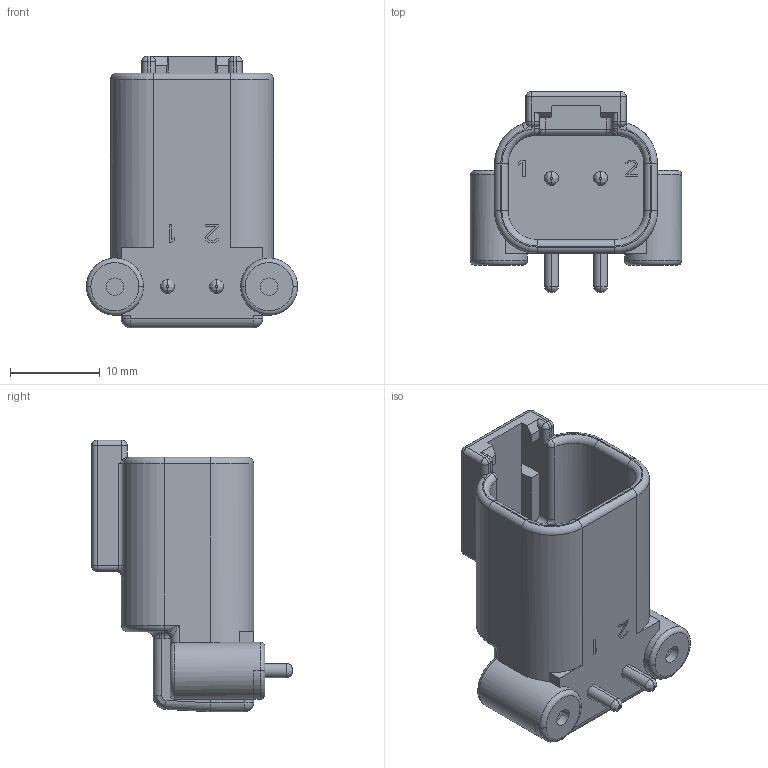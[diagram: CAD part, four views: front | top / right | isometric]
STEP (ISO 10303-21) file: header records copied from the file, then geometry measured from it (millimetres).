
FILE_DESCRIPTION((''),'2;1');
FILE_NAME('C-DTF13-2P','2013-01-14T',('workeradm'),('Tyco Electronics Ltd.'),'PRO/ENGINEER BY PARAMETRIC TECHNOLOGY CORPORATION, 2010430','PRO/ENGINEER BY PARAMETRIC TECHNOLOGY CORPORATION, 2010430','');
FILE_SCHEMA(('AUTOMOTIVE_DESIGN { 1 0 10303 214 1 1 1 1 }'));
Length unit declared in the file: millimetre
Products named in the file (1): C-DTF13-2P
Bounding box: 23.52 x 22.35 x 30.24 mm (x, y, z)
Volume: 4057.2 mm3; surface area: 3465 mm2
Topology: 1 solids, 1 shells, 271 faces, 679 edges, 418 vertices
Faces by surface type: plane 135, cylinder 75, bspline 26, torus 25, sphere 10
Entity records: 11340 total; most frequent: CARTESIAN_POINT 2588, ORIENTED_EDGE 1358, DIRECTION 1305, PRESENTATION_STYLE_ASSIGNMENT 680, STYLED_ITEM 680, CURVE_STYLE 679, EDGE_CURVE 679, AXIS2_PLACEMENT_3D 439
